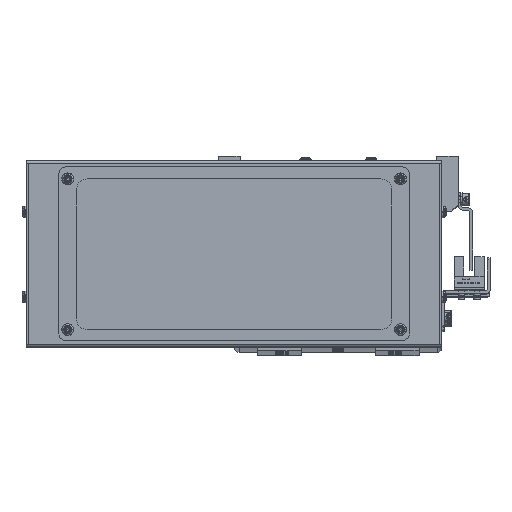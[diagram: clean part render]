
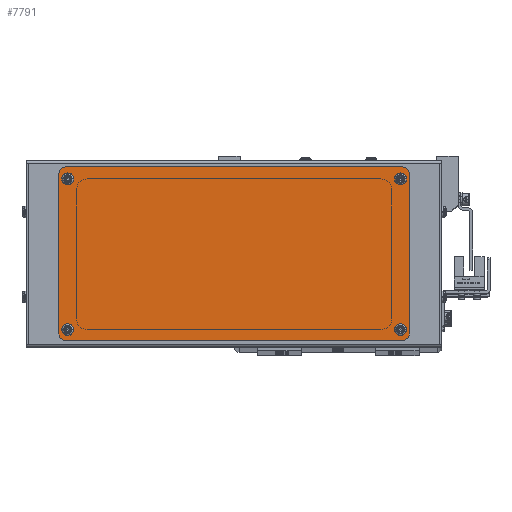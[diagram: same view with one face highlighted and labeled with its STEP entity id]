
A CAD part, top view. The second image highlights one B-rep face of the part: STEP entity #7791.
In plain terms, the highlighted planar face has unit normal (0, 0, 1).
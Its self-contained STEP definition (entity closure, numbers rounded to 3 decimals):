
#807 = DIRECTION ( 'NONE',  ( 0., 1., 0. ) ) ;
#965 = EDGE_CURVE ( 'NONE', #24273, #11466, #36612, .T. ) ;
#999 = VERTEX_POINT ( 'NONE', #25066 ) ;
#1138 = AXIS2_PLACEMENT_3D ( 'NONE', #41074, #5424, #47081 ) ;
#1362 = DIRECTION ( 'NONE',  ( 1., 0., 0. ) ) ;
#1382 = EDGE_CURVE ( 'NONE', #51959, #999, #8626, .T. ) ;
#1611 = DIRECTION ( 'NONE',  ( 1., 0., 0. ) ) ;
#1797 = EDGE_CURVE ( 'NONE', #74490, #6675, #59040, .T. ) ;
#2209 = AXIS2_PLACEMENT_3D ( 'NONE', #72725, #36988, #1362 ) ;
#3978 = EDGE_LOOP ( 'NONE', ( #30191, #72035 ) ) ;
#4754 = EDGE_CURVE ( 'NONE', #14711, #18497, #11656, .T. ) ;
#4833 = ORIENTED_EDGE ( 'NONE', *, *, #74068, .F. ) ;
#5082 = VECTOR ( 'NONE', #65315, 1000. ) ;
#5133 = DIRECTION ( 'NONE',  ( 0., 0., 1. ) ) ;
#5191 = EDGE_CURVE ( 'NONE', #11466, #11337, #50746, .T. ) ;
#5424 = DIRECTION ( 'NONE',  ( 0., 0., 1. ) ) ;
#5650 = CARTESIAN_POINT ( 'NONE',  ( -77.25, 39.75, 2. ) ) ;
#6131 = EDGE_CURVE ( 'NONE', #56284, #66296, #48718, .T. ) ;
#6675 = VERTEX_POINT ( 'NONE', #77013 ) ;
#6760 = CIRCLE ( 'NONE', #2209, 1.7 ) ;
#6841 = DIRECTION ( 'NONE',  ( 0., 0., 1. ) ) ;
#7791 = ADVANCED_FACE ( 'NONE', ( #67114, #68992, #35388, #21475, #19588 ), #23857, .T. ) ;
#8553 = CIRCLE ( 'NONE', #49155, 1.7 ) ;
#8626 = LINE ( 'NONE', #10703, #73903 ) ;
#8687 = ORIENTED_EDGE ( 'NONE', *, *, #44689, .F. ) ;
#8982 = EDGE_CURVE ( 'NONE', #57620, #10554, #34281, .T. ) ;
#9335 = EDGE_LOOP ( 'NONE', ( #4833, #24458 ) ) ;
#9694 = ORIENTED_EDGE ( 'NONE', *, *, #1382, .T. ) ;
#9942 = CARTESIAN_POINT ( 'NONE',  ( -77.95, 34.25, 2. ) ) ;
#10554 = VERTEX_POINT ( 'NONE', #9942 ) ;
#10686 = CIRCLE ( 'NONE', #39371, 3. ) ;
#10703 = CARTESIAN_POINT ( 'NONE',  ( -80.25, -36.75, 2. ) ) ;
#10822 = CARTESIAN_POINT ( 'NONE',  ( -76.25, 34.25, 2. ) ) ;
#11337 = VERTEX_POINT ( 'NONE', #13141 ) ;
#11453 = CARTESIAN_POINT ( 'NONE',  ( 74.55, 34.25, 2. ) ) ;
#11466 = VERTEX_POINT ( 'NONE', #44338 ) ;
#11656 = CIRCLE ( 'NONE', #32479, 1.7 ) ;
#12103 = CARTESIAN_POINT ( 'NONE',  ( -77.25, 36.75, 2. ) ) ;
#13141 = CARTESIAN_POINT ( 'NONE',  ( -77.25, 39.75, 2. ) ) ;
#13193 = EDGE_CURVE ( 'NONE', #11337, #51959, #53477, .T. ) ;
#13526 = VECTOR ( 'NONE', #807, 1000. ) ;
#13990 = EDGE_CURVE ( 'NONE', #17515, #20827, #6760, .T. ) ;
#14016 = EDGE_CURVE ( 'NONE', #6675, #49545, #29116, .T. ) ;
#14339 = ORIENTED_EDGE ( 'NONE', *, *, #33394, .F. ) ;
#14711 = VERTEX_POINT ( 'NONE', #73654 ) ;
#14735 = CARTESIAN_POINT ( 'NONE',  ( 77.25, -39.75, 2. ) ) ;
#16820 = DIRECTION ( 'NONE',  ( 1., 0., 0. ) ) ;
#17515 = VERTEX_POINT ( 'NONE', #31995 ) ;
#17628 = CARTESIAN_POINT ( 'NONE',  ( -80.25, 36.75, 2. ) ) ;
#18137 = DIRECTION ( 'NONE',  ( 1., 0., 0. ) ) ;
#18497 = VERTEX_POINT ( 'NONE', #47041 ) ;
#18533 = CARTESIAN_POINT ( 'NONE',  ( 80.25, 36.75, 2. ) ) ;
#18848 = AXIS2_PLACEMENT_3D ( 'NONE', #42501, #6841, #48494 ) ;
#19403 = ORIENTED_EDGE ( 'NONE', *, *, #965, .T. ) ;
#19549 = CARTESIAN_POINT ( 'NONE',  ( -76.25, -34.75, 2. ) ) ;
#19588 = FACE_BOUND ( 'NONE', #9335, .T. ) ;
#20827 = VERTEX_POINT ( 'NONE', #44060 ) ;
#21475 = FACE_BOUND ( 'NONE', #67433, .T. ) ;
#22197 = AXIS2_PLACEMENT_3D ( 'NONE', #72987, #37236, #1611 ) ;
#22985 = CIRCLE ( 'NONE', #73310, 1.7 ) ;
#23857 = PLANE ( 'NONE',  #44118 ) ;
#24273 = VERTEX_POINT ( 'NONE', #52738 ) ;
#24458 = ORIENTED_EDGE ( 'NONE', *, *, #13990, .F. ) ;
#25066 = CARTESIAN_POINT ( 'NONE',  ( -80.25, -36.75, 2. ) ) ;
#25154 = AXIS2_PLACEMENT_3D ( 'NONE', #67848, #32126, #73828 ) ;
#25156 = DIRECTION ( 'NONE',  ( 0., 0., 1. ) ) ;
#25530 = DIRECTION ( 'NONE',  ( 1., 0., 0. ) ) ;
#26474 = ORIENTED_EDGE ( 'NONE', *, *, #63187, .T. ) ;
#27329 = VECTOR ( 'NONE', #56382, 1000. ) ;
#28160 = CARTESIAN_POINT ( 'NONE',  ( 76.25, -34.75, 2. ) ) ;
#28606 = CARTESIAN_POINT ( 'NONE',  ( 76.25, 34.25, 2. ) ) ;
#29116 = CIRCLE ( 'NONE', #22197, 3. ) ;
#29786 = AXIS2_PLACEMENT_3D ( 'NONE', #60855, #25156, #66851 ) ;
#30191 = ORIENTED_EDGE ( 'NONE', *, *, #73222, .F. ) ;
#30377 = CIRCLE ( 'NONE', #29786, 1.7 ) ;
#31653 = CARTESIAN_POINT ( 'NONE',  ( 77.95, 34.25, 2. ) ) ;
#31995 = CARTESIAN_POINT ( 'NONE',  ( 77.95, -34.75, 2. ) ) ;
#32126 = DIRECTION ( 'NONE',  ( 0., 0., 1. ) ) ;
#32465 = ORIENTED_EDGE ( 'NONE', *, *, #74976, .T. ) ;
#32479 = AXIS2_PLACEMENT_3D ( 'NONE', #19549, #61236, #25530 ) ;
#33394 = EDGE_CURVE ( 'NONE', #10554, #57620, #62898, .T. ) ;
#33524 = CARTESIAN_POINT ( 'NONE',  ( -77.25, -36.75, 2. ) ) ;
#34132 = DIRECTION ( 'NONE',  ( 1., 0., 0. ) ) ;
#34281 = CIRCLE ( 'NONE', #52704, 1.7 ) ;
#34548 = DIRECTION ( 'NONE',  ( 1., 0., 0. ) ) ;
#35388 = FACE_OUTER_BOUND ( 'NONE', #36739, .T. ) ;
#36612 = CIRCLE ( 'NONE', #18848, 3. ) ;
#36739 = EDGE_LOOP ( 'NONE', ( #38578, #9694, #32465, #71434, #55136, #26474, #19403, #74798 ) ) ;
#36988 = DIRECTION ( 'NONE',  ( 0., 0., 1. ) ) ;
#37005 = CARTESIAN_POINT ( 'NONE',  ( -74.55, 34.25, 2. ) ) ;
#37236 = DIRECTION ( 'NONE',  ( 0., 0., 1. ) ) ;
#38578 = ORIENTED_EDGE ( 'NONE', *, *, #13193, .T. ) ;
#38768 = ORIENTED_EDGE ( 'NONE', *, *, #8982, .F. ) ;
#39371 = AXIS2_PLACEMENT_3D ( 'NONE', #33524, #75249, #39520 ) ;
#39520 = DIRECTION ( 'NONE',  ( 1., 0., 0. ) ) ;
#40790 = CARTESIAN_POINT ( 'NONE',  ( -77.25, 36.75, 2. ) ) ;
#41074 = CARTESIAN_POINT ( 'NONE',  ( 76.25, 34.25, 2. ) ) ;
#42501 = CARTESIAN_POINT ( 'NONE',  ( 77.25, 36.75, 2. ) ) ;
#43939 = CARTESIAN_POINT ( 'NONE',  ( -77.25, -39.75, 2. ) ) ;
#44060 = CARTESIAN_POINT ( 'NONE',  ( 74.55, -34.75, 2. ) ) ;
#44118 = AXIS2_PLACEMENT_3D ( 'NONE', #12103, #53762, #18137 ) ;
#44338 = CARTESIAN_POINT ( 'NONE',  ( 77.25, 39.75, 2. ) ) ;
#44689 = EDGE_CURVE ( 'NONE', #66296, #56284, #8553, .T. ) ;
#46759 = DIRECTION ( 'NONE',  ( 1., 0., 0. ) ) ;
#47041 = CARTESIAN_POINT ( 'NONE',  ( -77.95, -34.75, 2. ) ) ;
#47081 = DIRECTION ( 'NONE',  ( 1., 0., 0. ) ) ;
#47112 = ORIENTED_EDGE ( 'NONE', *, *, #6131, .F. ) ;
#48494 = DIRECTION ( 'NONE',  ( 1., 0., 0. ) ) ;
#48718 = CIRCLE ( 'NONE', #1138, 1.7 ) ;
#49155 = AXIS2_PLACEMENT_3D ( 'NONE', #28606, #70286, #34548 ) ;
#49545 = VERTEX_POINT ( 'NONE', #61890 ) ;
#50746 = LINE ( 'NONE', #5650, #5082 ) ;
#50804 = LINE ( 'NONE', #18533, #13526 ) ;
#51959 = VERTEX_POINT ( 'NONE', #17628 ) ;
#52360 = DIRECTION ( 'NONE',  ( 0., -1., 0. ) ) ;
#52485 = DIRECTION ( 'NONE',  ( 0., 0., 1. ) ) ;
#52704 = AXIS2_PLACEMENT_3D ( 'NONE', #10822, #52485, #16820 ) ;
#52738 = CARTESIAN_POINT ( 'NONE',  ( 80.25, 36.75, 2. ) ) ;
#53477 = CIRCLE ( 'NONE', #75433, 3. ) ;
#53762 = DIRECTION ( 'NONE',  ( 0., 0., 1. ) ) ;
#53925 = EDGE_LOOP ( 'NONE', ( #14339, #38768 ) ) ;
#55136 = ORIENTED_EDGE ( 'NONE', *, *, #14016, .T. ) ;
#56284 = VERTEX_POINT ( 'NONE', #11453 ) ;
#56382 = DIRECTION ( 'NONE',  ( 1., 0., 0. ) ) ;
#57620 = VERTEX_POINT ( 'NONE', #37005 ) ;
#59040 = LINE ( 'NONE', #14735, #27329 ) ;
#60855 = CARTESIAN_POINT ( 'NONE',  ( -76.25, -34.75, 2. ) ) ;
#61236 = DIRECTION ( 'NONE',  ( 0., 0., 1. ) ) ;
#61890 = CARTESIAN_POINT ( 'NONE',  ( 80.25, -36.75, 2. ) ) ;
#62898 = CIRCLE ( 'NONE', #25154, 1.7 ) ;
#63187 = EDGE_CURVE ( 'NONE', #49545, #24273, #50804, .T. ) ;
#65315 = DIRECTION ( 'NONE',  ( -1., 0., 0. ) ) ;
#66296 = VERTEX_POINT ( 'NONE', #31653 ) ;
#66851 = DIRECTION ( 'NONE',  ( 1., 0., 0. ) ) ;
#67114 = FACE_BOUND ( 'NONE', #3978, .T. ) ;
#67433 = EDGE_LOOP ( 'NONE', ( #47112, #8687 ) ) ;
#67848 = CARTESIAN_POINT ( 'NONE',  ( -76.25, 34.25, 2. ) ) ;
#68992 = FACE_BOUND ( 'NONE', #53925, .T. ) ;
#69841 = DIRECTION ( 'NONE',  ( 0., 0., 1. ) ) ;
#70286 = DIRECTION ( 'NONE',  ( 0., 0., 1. ) ) ;
#71434 = ORIENTED_EDGE ( 'NONE', *, *, #1797, .T. ) ;
#72035 = ORIENTED_EDGE ( 'NONE', *, *, #4754, .F. ) ;
#72725 = CARTESIAN_POINT ( 'NONE',  ( 76.25, -34.75, 2. ) ) ;
#72987 = CARTESIAN_POINT ( 'NONE',  ( 77.25, -36.75, 2. ) ) ;
#73222 = EDGE_CURVE ( 'NONE', #18497, #14711, #30377, .T. ) ;
#73310 = AXIS2_PLACEMENT_3D ( 'NONE', #28160, #69841, #34132 ) ;
#73654 = CARTESIAN_POINT ( 'NONE',  ( -74.55, -34.75, 2. ) ) ;
#73828 = DIRECTION ( 'NONE',  ( 1., 0., 0. ) ) ;
#73903 = VECTOR ( 'NONE', #52360, 1000. ) ;
#74068 = EDGE_CURVE ( 'NONE', #20827, #17515, #22985, .T. ) ;
#74490 = VERTEX_POINT ( 'NONE', #43939 ) ;
#74798 = ORIENTED_EDGE ( 'NONE', *, *, #5191, .T. ) ;
#74976 = EDGE_CURVE ( 'NONE', #999, #74490, #10686, .T. ) ;
#75249 = DIRECTION ( 'NONE',  ( 0., 0., 1. ) ) ;
#75433 = AXIS2_PLACEMENT_3D ( 'NONE', #40790, #5133, #46759 ) ;
#77013 = CARTESIAN_POINT ( 'NONE',  ( 77.25, -39.75, 2. ) ) ;
